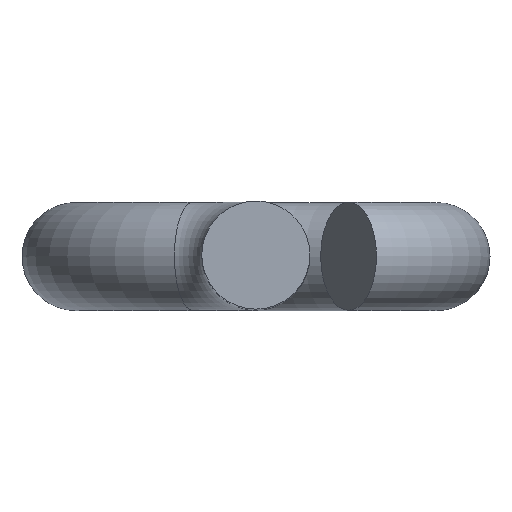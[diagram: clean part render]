
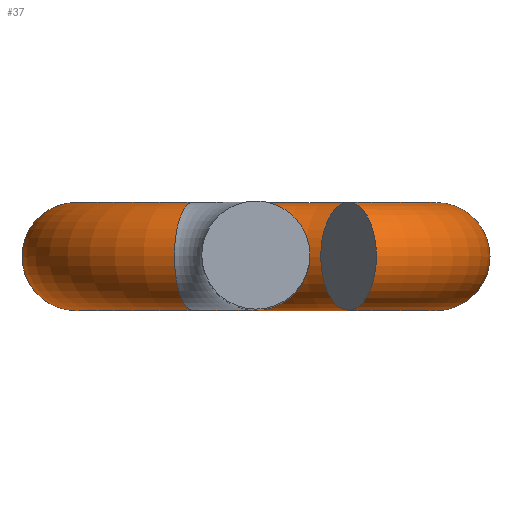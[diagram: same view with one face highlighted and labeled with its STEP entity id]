
A CAD part, top view. The second image highlights one B-rep face of the part: STEP entity #37.
In plain terms, the highlighted toroidal (fillet/blend) face has major radius 12.7 mm and minor radius 3.81 mm.
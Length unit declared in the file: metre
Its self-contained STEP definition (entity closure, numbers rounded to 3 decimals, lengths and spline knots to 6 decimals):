
#37 = ADVANCED_FACE( '', ( #70, #71, #72 ), #73, .T. );
#70 = FACE_BOUND( '', #96, .T. );
#71 = FACE_OUTER_BOUND( '', #97, .T. );
#72 = FACE_OUTER_BOUND( '', #98, .T. );
#73 = TOROIDAL_SURFACE( '', #99, 0.0127, 0.00381 );
#96 = VERTEX_LOOP( '', #124 );
#97 = EDGE_LOOP( '', ( #125 ) );
#98 = EDGE_LOOP( '', ( #126 ) );
#99 = AXIS2_PLACEMENT_3D( '', #127, #128, #129 );
#124 = VERTEX_POINT( '', #139 );
#125 = ORIENTED_EDGE( '', *, *, #131, .F. );
#126 = ORIENTED_EDGE( '', *, *, #137, .T. );
#127 = CARTESIAN_POINT( '', ( 0., -0.59543, 1.024035 ) );
#128 = DIRECTION( '', ( 0., -1., 0. ) );
#129 = DIRECTION( '', ( 0., 0., -1. ) );
#131 = EDGE_CURVE( '', #141, #141, #142, .T. );
#137 = EDGE_CURVE( '', #150, #150, #151, .T. );
#139 = CARTESIAN_POINT( '', ( 0., -0.59543, 1.007525 ) );
#141 = VERTEX_POINT( '', #154 );
#142 = CIRCLE( '', #155, 0.00381 );
#150 = VERTEX_POINT( '', #163 );
#151 = CIRCLE( '', #164, 0.00381 );
#154 = CARTESIAN_POINT( '', ( 0.008499, -0.59543, 1.038189 ) );
#155 = AXIS2_PLACEMENT_3D( '', #166, #167, #168 );
#163 = CARTESIAN_POINT( '', ( -0.005742, -0.59543, 1.039514 ) );
#164 = AXIS2_PLACEMENT_3D( '', #175, #176, #177 );
#166 = CARTESIAN_POINT( '', ( 0.006538, -0.59543, 1.034923 ) );
#167 = DIRECTION( '', ( -0.857, 0., 0.515 ) );
#168 = DIRECTION( '', ( 0.515, 0., 0.857 ) );
#175 = CARTESIAN_POINT( '', ( -0.004417, -0.59543, 1.035942 ) );
#176 = DIRECTION( '', ( -0.938, 0., -0.348 ) );
#177 = DIRECTION( '', ( -0.348, 0., 0.938 ) );
